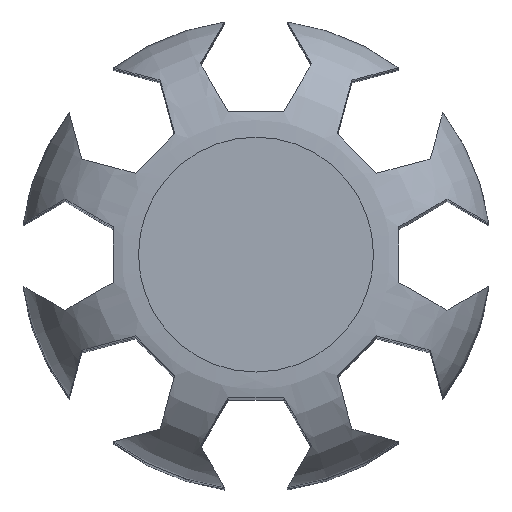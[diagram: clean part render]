
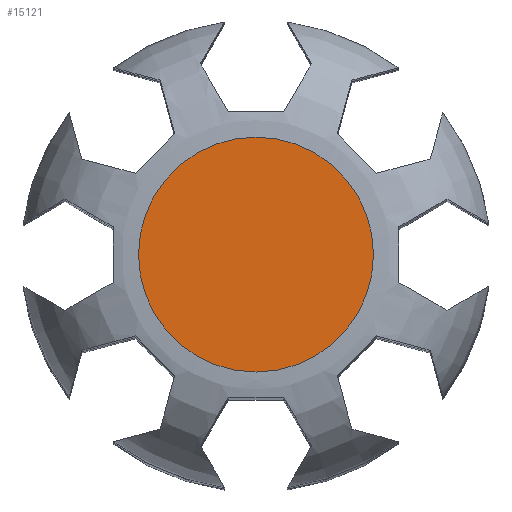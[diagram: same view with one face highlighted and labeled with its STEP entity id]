
A CAD part, top view. The second image highlights one B-rep face of the part: STEP entity #15121.
In plain terms, the highlighted planar face has unit normal (0, 0, 1).
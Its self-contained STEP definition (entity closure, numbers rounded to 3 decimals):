
#4180 = SURFACE_OF_REVOLUTION('',#4181,#4186);
#4181 = CIRCLE('',#4182,5.);
#4182 = AXIS2_PLACEMENT_3D('',#4183,#4184,#4185);
#4183 = CARTESIAN_POINT('',(0.,-5.,92.8));
#4184 = DIRECTION('',(1.,0.,0.));
#4185 = DIRECTION('',(0.,1.,0.));
#4186 = AXIS1_PLACEMENT('',#4187,#4188);
#4187 = CARTESIAN_POINT('',(0.,0.,0.));
#4188 = DIRECTION('',(0.,0.,1.));
#9288 = EDGE_CURVE('',#9289,#9289,#9291,.T.);
#9289 = VERTEX_POINT('',#9290);
#9290 = CARTESIAN_POINT('',(0.,-5.,
    97.8));
#9291 = SURFACE_CURVE('',#9292,(#9297,#9304),.PCURVE_S1.);
#9292 = CIRCLE('',#9293,5.);
#9293 = AXIS2_PLACEMENT_3D('',#9294,#9295,#9296);
#9294 = CARTESIAN_POINT('',(0.,0.,
    97.8));
#9295 = DIRECTION('',(0.,0.,1.));
#9296 = DIRECTION('',(0.,-1.,0.));
#9297 = PCURVE('',#4180,#9298);
#9298 = DEFINITIONAL_REPRESENTATION('',(#9299),#9303);
#9299 = LINE('',#9300,#9301);
#9300 = CARTESIAN_POINT('',(0.,1.571));
#9301 = VECTOR('',#9302,1.);
#9302 = DIRECTION('',(1.,0.));
#9303 = ( GEOMETRIC_REPRESENTATION_CONTEXT(2) 
PARAMETRIC_REPRESENTATION_CONTEXT() REPRESENTATION_CONTEXT('2D SPACE',''
  ) );
#9304 = PCURVE('',#9305,#9310);
#9305 = PLANE('',#9306);
#9306 = AXIS2_PLACEMENT_3D('',#9307,#9308,#9309);
#9307 = CARTESIAN_POINT('',(0.,0.,
    97.8));
#9308 = DIRECTION('',(0.,0.,-1.));
#9309 = DIRECTION('',(0.,1.,0.));
#9310 = DEFINITIONAL_REPRESENTATION('',(#9311),#9319);
#9311 = ( BOUNDED_CURVE() B_SPLINE_CURVE(2,(#9312,#9313,#9314,#9315,
#9316,#9317,#9318),.UNSPECIFIED.,.T.,.F.) B_SPLINE_CURVE_WITH_KNOTS((1,2
    ,2,2,2,1),(-2.094,0.,2.094,4.189,
6.283,8.378),.UNSPECIFIED.) CURVE() 
GEOMETRIC_REPRESENTATION_ITEM() RATIONAL_B_SPLINE_CURVE((1.,0.5,1.,0.5,
1.,0.5,1.)) REPRESENTATION_ITEM('') );
#9312 = CARTESIAN_POINT('',(-5.,0.));
#9313 = CARTESIAN_POINT('',(-5.,8.66));
#9314 = CARTESIAN_POINT('',(2.5,4.33));
#9315 = CARTESIAN_POINT('',(10.,0.));
#9316 = CARTESIAN_POINT('',(2.5,-4.33));
#9317 = CARTESIAN_POINT('',(-5.,-8.66));
#9318 = CARTESIAN_POINT('',(-5.,0.));
#9319 = ( GEOMETRIC_REPRESENTATION_CONTEXT(2) 
PARAMETRIC_REPRESENTATION_CONTEXT() REPRESENTATION_CONTEXT('2D SPACE',''
  ) );
#15121 = ADVANCED_FACE('',(#15122),#9305,.F.);
#15122 = FACE_BOUND('',#15123,.T.);
#15123 = EDGE_LOOP('',(#15124));
#15124 = ORIENTED_EDGE('',*,*,#9288,.T.);
